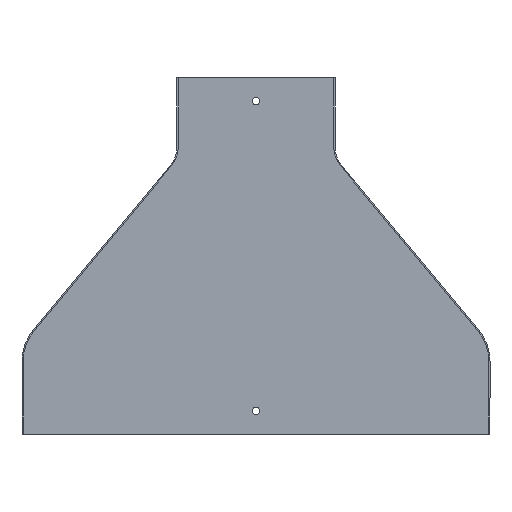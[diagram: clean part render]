
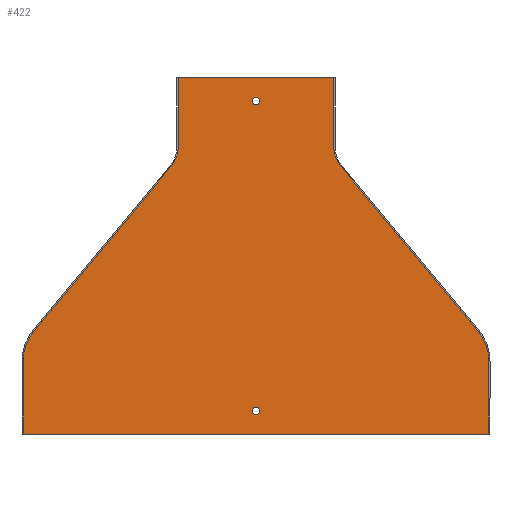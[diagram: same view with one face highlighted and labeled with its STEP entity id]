
A CAD part, front view. The second image highlights one B-rep face of the part: STEP entity #422.
In plain terms, the highlighted planar face has unit normal (0, -1, 0).
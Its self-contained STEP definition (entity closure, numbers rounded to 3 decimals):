
#31 = FACE_BOUND ( 'NONE', #850, .T. ) ;
#34 = FACE_BOUND ( 'NONE', #860, .T. ) ;
#42 = VECTOR ( 'NONE', #521, 1000. ) ;
#44 = LINE ( 'NONE', #511, #42 ) ;
#45 = CIRCLE ( 'NONE', #148, 31.2 ) ;
#46 = VECTOR ( 'NONE', #522, 1000. ) ;
#47 = CIRCLE ( 'NONE', #149, 31.2 ) ;
#49 = LINE ( 'NONE', #720, #46 ) ;
#51 = VECTOR ( 'NONE', #596, 1000. ) ;
#54 = FACE_OUTER_BOUND ( 'NONE', #854, .T. ) ;
#58 = LINE ( 'NONE', #715, #51 ) ;
#88 = VECTOR ( 'NONE', #635, 1000. ) ;
#90 = LINE ( 'NONE', #623, #88 ) ;
#106 = VECTOR ( 'NONE', #597, 1000. ) ;
#109 = LINE ( 'NONE', #451, #106 ) ;
#120 = CIRCLE ( 'NONE', #808, 18.8 ) ;
#121 = VECTOR ( 'NONE', #631, 1000. ) ;
#129 = CIRCLE ( 'NONE', #811, 2.5 ) ;
#130 = LINE ( 'NONE', #482, #121 ) ;
#133 = CIRCLE ( 'NONE', #810, 18.8 ) ;
#136 = VECTOR ( 'NONE', #563, 1000. ) ;
#137 = CIRCLE ( 'NONE', #812, 2.5 ) ;
#138 = VECTOR ( 'NONE', #558, 1000. ) ;
#139 = LINE ( 'NONE', #601, #138 ) ;
#140 = LINE ( 'NONE', #559, #136 ) ;
#148 = AXIS2_PLACEMENT_3D ( 'NONE', #507, #484, #485 ) ;
#149 = AXIS2_PLACEMENT_3D ( 'NONE', #508, #509, #510 ) ;
#163 = EDGE_CURVE ( 'NONE', #870, #876, #139, .T. ) ;
#164 = EDGE_CURVE ( 'NONE', #898, #876, #140, .T. ) ;
#167 = EDGE_CURVE ( 'NONE', #288, #288, #137, .T. ) ;
#168 = EDGE_CURVE ( 'NONE', #286, #286, #129, .T. ) ;
#170 = EDGE_CURVE ( 'NONE', #904, #898, #133, .T. ) ;
#173 = EDGE_CURVE ( 'NONE', #870, #900, #130, .T. ) ;
#176 = EDGE_CURVE ( 'NONE', #900, #908, #120, .T. ) ;
#182 = EDGE_CURVE ( 'NONE', #908, #909, #109, .T. ) ;
#193 = ORIENTED_EDGE ( 'NONE', *, *, #372, .T. ) ;
#197 = ORIENTED_EDGE ( 'NONE', *, *, #176, .T. ) ;
#203 = ORIENTED_EDGE ( 'NONE', *, *, #173, .T. ) ;
#209 = ORIENTED_EDGE ( 'NONE', *, *, #373, .T. ) ;
#212 = ORIENTED_EDGE ( 'NONE', *, *, #374, .T. ) ;
#213 = ORIENTED_EDGE ( 'NONE', *, *, #167, .T. ) ;
#229 = ORIENTED_EDGE ( 'NONE', *, *, #182, .T. ) ;
#250 = ORIENTED_EDGE ( 'NONE', *, *, #163, .F. ) ;
#254 = ORIENTED_EDGE ( 'NONE', *, *, #164, .T. ) ;
#259 = ORIENTED_EDGE ( 'NONE', *, *, #368, .T. ) ;
#264 = ORIENTED_EDGE ( 'NONE', *, *, #371, .T. ) ;
#267 = ORIENTED_EDGE ( 'NONE', *, *, #170, .T. ) ;
#268 = ORIENTED_EDGE ( 'NONE', *, *, #168, .T. ) ;
#275 = ORIENTED_EDGE ( 'NONE', *, *, #347, .F. ) ;
#286 = VERTEX_POINT ( 'NONE', #646 ) ;
#288 = VERTEX_POINT ( 'NONE', #733 ) ;
#347 = EDGE_CURVE ( 'NONE', #896, #897, #90, .T. ) ;
#368 = EDGE_CURVE ( 'NONE', #910, #897, #58, .T. ) ;
#371 = EDGE_CURVE ( 'NONE', #896, #905, #49, .T. ) ;
#372 = EDGE_CURVE ( 'NONE', #909, #910, #47, .T. ) ;
#373 = EDGE_CURVE ( 'NONE', #905, #912, #45, .T. ) ;
#374 = EDGE_CURVE ( 'NONE', #912, #904, #44, .T. ) ;
#422 = ADVANCED_FACE ( 'NONE', ( #34, #31, #54 ), #542, .F. ) ;
#446 = DIRECTION ( 'NONE',  ( 0., 0., 1. ) ) ;
#451 = CARTESIAN_POINT ( 'NONE',  ( -54.557, 0., -56.898 ) ) ;
#462 = CARTESIAN_POINT ( 'NONE',  ( -69., 0., -44.863 ) ) ;
#463 = DIRECTION ( 'NONE',  ( 0., 1., 0. ) ) ;
#482 = CARTESIAN_POINT ( 'NONE',  ( -50.2, 0., -44.863 ) ) ;
#484 = DIRECTION ( 'NONE',  ( 0., -1., 0. ) ) ;
#485 = DIRECTION ( 'NONE',  ( 0., 0., 1. ) ) ;
#490 = DIRECTION ( 'NONE',  ( 0., 1., 0. ) ) ;
#491 = DIRECTION ( 'NONE',  ( 0., 0., 1. ) ) ;
#502 = DIRECTION ( 'NONE',  ( 0., 0., 1. ) ) ;
#504 = CARTESIAN_POINT ( 'NONE',  ( 0., 0., -215. ) ) ;
#505 = DIRECTION ( 'NONE',  ( 0., 1., 0. ) ) ;
#506 = DIRECTION ( 'NONE',  ( 0., 0., 1. ) ) ;
#507 = CARTESIAN_POINT ( 'NONE',  ( 119., 0., -182.965 ) ) ;
#508 = CARTESIAN_POINT ( 'NONE',  ( -119., 0., -182.965 ) ) ;
#509 = DIRECTION ( 'NONE',  ( 0., -1., 0. ) ) ;
#510 = DIRECTION ( 'NONE',  ( 0., 0., 1. ) ) ;
#511 = CARTESIAN_POINT ( 'NONE',  ( -2., 0., 10.971 ) ) ;
#521 = DIRECTION ( 'NONE',  ( -0.64, 0., 0.768 ) ) ;
#522 = DIRECTION ( 'NONE',  ( 0., 0., 1. ) ) ;
#524 = DIRECTION ( 'NONE',  ( 0., 1., 0. ) ) ;
#542 = PLANE ( 'NONE',  #821 ) ;
#544 = DIRECTION ( 'NONE',  ( 0., 0., 1. ) ) ;
#545 = CARTESIAN_POINT ( 'NONE',  ( -69., 0., -44.863 ) ) ;
#558 = DIRECTION ( 'NONE',  ( 1., 0., 0. ) ) ;
#559 = CARTESIAN_POINT ( 'NONE',  ( 50.2, 0., -44.863 ) ) ;
#563 = DIRECTION ( 'NONE',  ( 0., 0., 1. ) ) ;
#596 = DIRECTION ( 'NONE',  ( 0., 0., -1. ) ) ;
#597 = DIRECTION ( 'NONE',  ( -0.64, 0., -0.768 ) ) ;
#601 = CARTESIAN_POINT ( 'NONE',  ( -51., 0., 0. ) ) ;
#619 = DIRECTION ( 'NONE',  ( 0., 1., 0. ) ) ;
#620 = CARTESIAN_POINT ( 'NONE',  ( 0., 0., -15. ) ) ;
#623 = CARTESIAN_POINT ( 'NONE',  ( -151., 0., -230. ) ) ;
#624 = CARTESIAN_POINT ( 'NONE',  ( 69., 0., -44.863 ) ) ;
#631 = DIRECTION ( 'NONE',  ( 0., 0., -1. ) ) ;
#635 = DIRECTION ( 'NONE',  ( -1., 0., 0. ) ) ;
#645 = CARTESIAN_POINT ( 'NONE',  ( -54.557, 0., -56.898 ) ) ;
#646 = CARTESIAN_POINT ( 'NONE',  ( 0., 0., -212.5 ) ) ;
#648 = CARTESIAN_POINT ( 'NONE',  ( -150.2, 0., -230. ) ) ;
#650 = CARTESIAN_POINT ( 'NONE',  ( 50.2, 0., -44.863 ) ) ;
#715 = CARTESIAN_POINT ( 'NONE',  ( -150.2, 0., -44.863 ) ) ;
#720 = CARTESIAN_POINT ( 'NONE',  ( 150.2, 0., -44.863 ) ) ;
#726 = CARTESIAN_POINT ( 'NONE',  ( -142.969, 0., -162.991 ) ) ;
#727 = CARTESIAN_POINT ( 'NONE',  ( -150.2, 0., -182.965 ) ) ;
#729 = CARTESIAN_POINT ( 'NONE',  ( 142.969, 0., -162.991 ) ) ;
#733 = CARTESIAN_POINT ( 'NONE',  ( 0., 0., -12.5 ) ) ;
#735 = CARTESIAN_POINT ( 'NONE',  ( 54.557, 0., -56.898 ) ) ;
#736 = CARTESIAN_POINT ( 'NONE',  ( 150.2, 0., -182.965 ) ) ;
#739 = CARTESIAN_POINT ( 'NONE',  ( -50.2, 0., -44.863 ) ) ;
#745 = CARTESIAN_POINT ( 'NONE',  ( 150.2, 0., -230. ) ) ;
#760 = CARTESIAN_POINT ( 'NONE',  ( -50.2, 0., 0. ) ) ;
#763 = CARTESIAN_POINT ( 'NONE',  ( 50.2, 0., 0. ) ) ;
#808 = AXIS2_PLACEMENT_3D ( 'NONE', #462, #463, #446 ) ;
#810 = AXIS2_PLACEMENT_3D ( 'NONE', #624, #490, #491 ) ;
#811 = AXIS2_PLACEMENT_3D ( 'NONE', #504, #505, #506 ) ;
#812 = AXIS2_PLACEMENT_3D ( 'NONE', #620, #619, #502 ) ;
#821 = AXIS2_PLACEMENT_3D ( 'NONE', #545, #524, #544 ) ;
#850 = EDGE_LOOP ( 'NONE', ( #268 ) ) ;
#854 = EDGE_LOOP ( 'NONE', ( #267, #254, #250, #203, #197, #229, #193, #259, #275, #264, #209, #212 ) ) ;
#860 = EDGE_LOOP ( 'NONE', ( #213 ) ) ;
#870 = VERTEX_POINT ( 'NONE', #760 ) ;
#876 = VERTEX_POINT ( 'NONE', #763 ) ;
#896 = VERTEX_POINT ( 'NONE', #745 ) ;
#897 = VERTEX_POINT ( 'NONE', #648 ) ;
#898 = VERTEX_POINT ( 'NONE', #650 ) ;
#900 = VERTEX_POINT ( 'NONE', #739 ) ;
#904 = VERTEX_POINT ( 'NONE', #735 ) ;
#905 = VERTEX_POINT ( 'NONE', #736 ) ;
#908 = VERTEX_POINT ( 'NONE', #645 ) ;
#909 = VERTEX_POINT ( 'NONE', #726 ) ;
#910 = VERTEX_POINT ( 'NONE', #727 ) ;
#912 = VERTEX_POINT ( 'NONE', #729 ) ;
